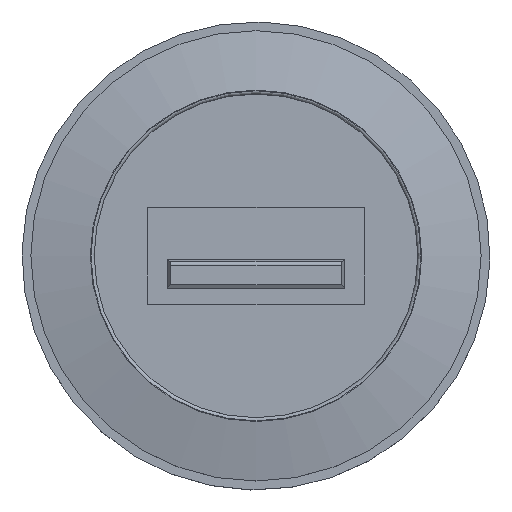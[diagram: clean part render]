
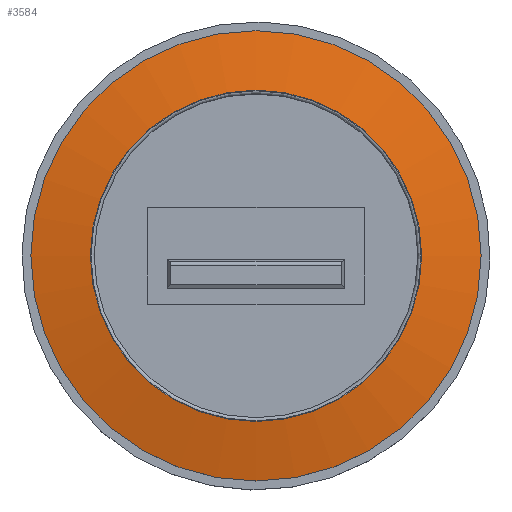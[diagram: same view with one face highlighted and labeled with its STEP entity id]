
A CAD part, top view. The second image highlights one B-rep face of the part: STEP entity #3584.
In plain terms, the highlighted conical face has half-angle 78.5 degrees and reference radius 12.107 mm.
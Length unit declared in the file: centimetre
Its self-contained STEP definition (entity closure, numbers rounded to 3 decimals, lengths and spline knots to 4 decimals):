
#31=CONICAL_SURFACE($,#3844,1.2107,78.5);
#69=CIRCLE($,#3813,1.0264);
#80=CIRCLE($,#3843,1.395);
#232=FACE_BOUND($,#653,.T.);
#417=FACE_OUTER_BOUND($,#652,.T.);
#652=EDGE_LOOP($,(#2610));
#653=EDGE_LOOP($,(#2611));
#1601=VERTEX_POINT($,#5530);
#1622=VERTEX_POINT($,#5646);
#1955=EDGE_CURVE($,#1601,#1601,#69,.T.);
#1994=EDGE_CURVE($,#1622,#1622,#80,.T.);
#2610=ORIENTED_EDGE($,*,*,#1955,.F.);
#2611=ORIENTED_EDGE($,*,*,#1994,.T.);
#3584=ADVANCED_FACE($,(#417,#232),#31,.T.);
#3813=AXIS2_PLACEMENT_3D($,#5531,#4327,#4328);
#3843=AXIS2_PLACEMENT_3D($,#5647,#4411,#4412);
#3844=AXIS2_PLACEMENT_3D($,#5648,#4413,#4414);
#4327=DIRECTION('center_axis',(0.,0.,
1.));
#4328=DIRECTION('ref_axis',(1.,0.,0.));
#4411=DIRECTION('center_axis',(0.,0.,
1.));
#4412=DIRECTION('ref_axis',(1.,0.,0.));
#4413=DIRECTION('center_axis',(0.,0.,
-1.));
#4414=DIRECTION('ref_axis',(1.,0.,0.));
#5530=CARTESIAN_POINT('',(2.0153,-0.8041,0.15));
#5531=CARTESIAN_POINT('Origin',(0.9889,-0.8041,0.15));
#5646=CARTESIAN_POINT('',(2.3839,-0.8041,0.075));
#5647=CARTESIAN_POINT('Origin',(0.9889,-0.8041,0.075));
#5648=CARTESIAN_POINT('Origin',(0.9889,-0.8041,0.1125));
